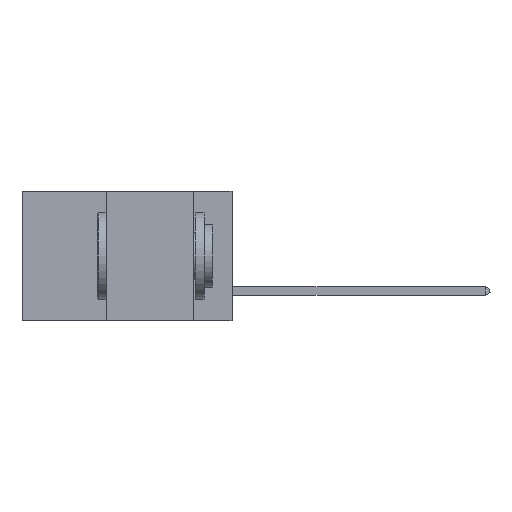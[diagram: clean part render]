
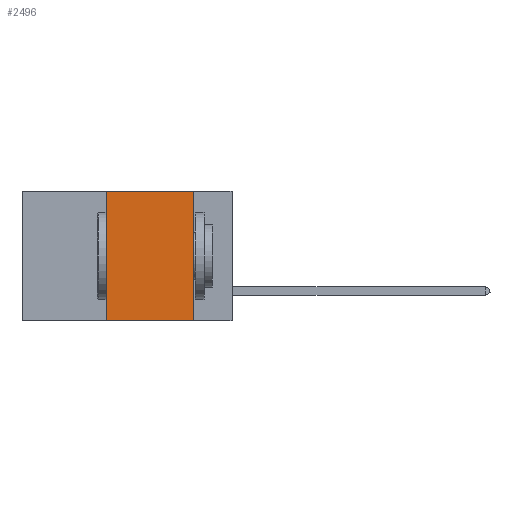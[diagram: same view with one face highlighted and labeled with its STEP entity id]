
A CAD part, left-side view. The second image highlights one B-rep face of the part: STEP entity #2496.
In plain terms, the highlighted planar face has unit normal (-1, 0, 0).
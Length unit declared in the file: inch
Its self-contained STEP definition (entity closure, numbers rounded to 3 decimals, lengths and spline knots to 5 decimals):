
#2496 = ADVANCED_FACE ( 'NONE', ( #12135 ), #3959, .F. ) ;
#2739 = EDGE_LOOP ( 'NONE', ( #15108, #7902, #13979, #31107 ) ) ;
#3959 = PLANE ( 'NONE',  #10984 ) ;
#4255 = DIRECTION ( 'NONE',  ( 0., 0., -1. ) ) ;
#4814 = DIRECTION ( 'NONE',  ( 0., -1., 0. ) ) ;
#5370 = CARTESIAN_POINT ( 'NONE',  ( 0., 0.6, 0. ) ) ;
#7069 = LINE ( 'NONE', #35643, #35818 ) ;
#7902 = ORIENTED_EDGE ( 'NONE', *, *, #44399, .F. ) ;
#9464 = CARTESIAN_POINT ( 'NONE',  ( 0., 0.36, 0. ) ) ;
#10984 = AXIS2_PLACEMENT_3D ( 'NONE', #15253, #22384, #4255 ) ;
#12135 = FACE_OUTER_BOUND ( 'NONE', #2739, .T. ) ;
#13781 = DIRECTION ( 'NONE',  ( 0., 0., 1. ) ) ;
#13979 = ORIENTED_EDGE ( 'NONE', *, *, #30816, .F. ) ;
#14516 = CARTESIAN_POINT ( 'NONE',  ( 0., 0.11, -0.37 ) ) ;
#15108 = ORIENTED_EDGE ( 'NONE', *, *, #33053, .F. ) ;
#15165 = DIRECTION ( 'NONE',  ( 0., 0., -1. ) ) ;
#15253 = CARTESIAN_POINT ( 'NONE',  ( 0., 0.6, 0. ) ) ;
#15631 = LINE ( 'NONE', #46989, #23884 ) ;
#16159 = VERTEX_POINT ( 'NONE', #14516 ) ;
#19525 = EDGE_CURVE ( 'NONE', #31380, #16159, #37926, .T. ) ;
#21258 = CARTESIAN_POINT ( 'NONE',  ( 0., 0.11, 0. ) ) ;
#21470 = DIRECTION ( 'NONE',  ( 0., -1., 0. ) ) ;
#22384 = DIRECTION ( 'NONE',  ( 1., 0., 0. ) ) ;
#23071 = VECTOR ( 'NONE', #21470, 39.37008 ) ;
#23509 = CARTESIAN_POINT ( 'NONE',  ( 0., 0.6, -0.37 ) ) ;
#23884 = VECTOR ( 'NONE', #13781, 39.37008 ) ;
#30816 = EDGE_CURVE ( 'NONE', #31380, #36232, #15631, .T. ) ;
#31107 = ORIENTED_EDGE ( 'NONE', *, *, #19525, .T. ) ;
#31380 = VERTEX_POINT ( 'NONE', #36316 ) ;
#33053 = EDGE_CURVE ( 'NONE', #35833, #16159, #7069, .T. ) ;
#33103 = LINE ( 'NONE', #5370, #23071 ) ;
#35643 = CARTESIAN_POINT ( 'NONE',  ( 0., 0.11, 0. ) ) ;
#35818 = VECTOR ( 'NONE', #15165, 39.37008 ) ;
#35833 = VERTEX_POINT ( 'NONE', #21258 ) ;
#36232 = VERTEX_POINT ( 'NONE', #9464 ) ;
#36316 = CARTESIAN_POINT ( 'NONE',  ( 0., 0.36, -0.37 ) ) ;
#37926 = LINE ( 'NONE', #23509, #39715 ) ;
#39715 = VECTOR ( 'NONE', #4814, 39.37008 ) ;
#44399 = EDGE_CURVE ( 'NONE', #36232, #35833, #33103, .T. ) ;
#46989 = CARTESIAN_POINT ( 'NONE',  ( 0., 0.36, 0. ) ) ;
